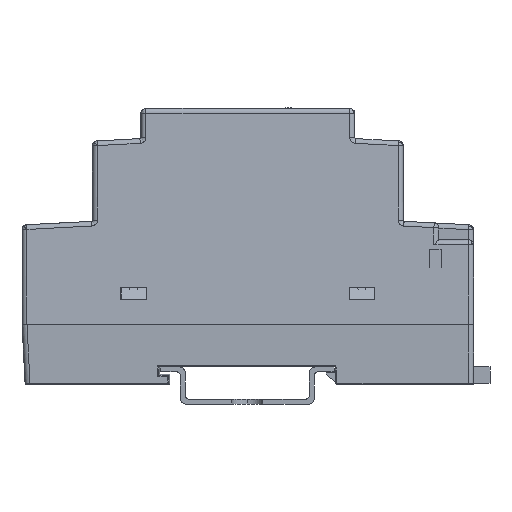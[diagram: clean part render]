
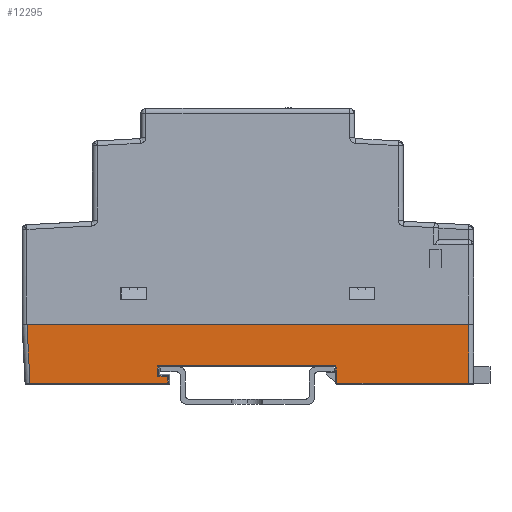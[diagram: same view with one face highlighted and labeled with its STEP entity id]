
A CAD part, left-side view. The second image highlights one B-rep face of the part: STEP entity #12295.
In plain terms, the highlighted planar face has unit normal (-1, 0, 0).
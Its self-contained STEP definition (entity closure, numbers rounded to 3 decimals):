
#386 = VECTOR ( 'NONE', #31909, 1000. ) ;
#646 = DIRECTION ( 'NONE',  ( 0., -1., 0. ) ) ;
#1040 = CARTESIAN_POINT ( 'NONE',  ( 18.5, 63.648, -9.304 ) ) ;
#3430 = VERTEX_POINT ( 'NONE', #28632 ) ;
#5741 = CARTESIAN_POINT ( 'NONE',  ( 18.5, 89.999, -1.004 ) ) ;
#5995 = CARTESIAN_POINT ( 'NONE',  ( 18.5, 1., -13.004 ) ) ;
#9052 = VERTEX_POINT ( 'NONE', #53880 ) ;
#9169 = VECTOR ( 'NONE', #26083, 1000. ) ;
#10049 = CARTESIAN_POINT ( 'NONE',  ( 18.5, 27.744, -9.304 ) ) ;
#10170 = EDGE_CURVE ( 'NONE', #19814, #65939, #42247, .T. ) ;
#12138 = EDGE_LOOP ( 'NONE', ( #26088, #31698, #23180, #27815, #57928, #35910, #19532, #23093, #54910, #16495 ) ) ;
#12295 = ADVANCED_FACE ( 'NONE', ( #21587 ), #61791, .T. ) ;
#12967 = EDGE_CURVE ( 'NONE', #59940, #65462, #66093, .T. ) ;
#13207 = VECTOR ( 'NONE', #52451, 1000. ) ;
#16495 = ORIENTED_EDGE ( 'NONE', *, *, #52391, .T. ) ;
#16861 = AXIS2_PLACEMENT_3D ( 'NONE', #40978, #51357, #51825 ) ;
#18610 = LINE ( 'NONE', #19514, #51853 ) ;
#19312 = VERTEX_POINT ( 'NONE', #45987 ) ;
#19353 = EDGE_CURVE ( 'NONE', #65939, #3430, #18610, .T. ) ;
#19514 = CARTESIAN_POINT ( 'NONE',  ( 18.5, 91., -12.804 ) ) ;
#19532 = ORIENTED_EDGE ( 'NONE', *, *, #42300, .T. ) ;
#19542 = EDGE_CURVE ( 'NONE', #19312, #30688, #67549, .T. ) ;
#19814 = VERTEX_POINT ( 'NONE', #61803 ) ;
#20579 = EDGE_CURVE ( 'NONE', #33616, #51708, #22456, .T. ) ;
#21281 = DIRECTION ( 'NONE',  ( 0., -1., 0. ) ) ;
#21587 = FACE_OUTER_BOUND ( 'NONE', #12138, .T. ) ;
#21646 = CARTESIAN_POINT ( 'NONE',  ( 18.5, 91., -12.804 ) ) ;
#21948 = CARTESIAN_POINT ( 'NONE',  ( 18.5, 91., -9.304 ) ) ;
#22413 = DIRECTION ( 'NONE',  ( 0., -0.052, -0.999 ) ) ;
#22456 = LINE ( 'NONE', #10049, #13207 ) ;
#23093 = ORIENTED_EDGE ( 'NONE', *, *, #57751, .T. ) ;
#23180 = ORIENTED_EDGE ( 'NONE', *, *, #19542, .T. ) ;
#26083 = DIRECTION ( 'NONE',  ( 0., -1., 0. ) ) ;
#26088 = ORIENTED_EDGE ( 'NONE', *, *, #20579, .T. ) ;
#27815 = ORIENTED_EDGE ( 'NONE', *, *, #35474, .F. ) ;
#27858 = EDGE_CURVE ( 'NONE', #51708, #19312, #42071, .T. ) ;
#28632 = CARTESIAN_POINT ( 'NONE',  ( 18.5, 61.646, -12.804 ) ) ;
#28675 = DIRECTION ( 'NONE',  ( 0., 0., 1. ) ) ;
#30055 = CARTESIAN_POINT ( 'NONE',  ( 18.5, 27.744, -9.304 ) ) ;
#30688 = VERTEX_POINT ( 'NONE', #56827 ) ;
#31051 = VECTOR ( 'NONE', #28675, 1000. ) ;
#31592 = CARTESIAN_POINT ( 'NONE',  ( 18.5, 27.56, -12.804 ) ) ;
#31698 = ORIENTED_EDGE ( 'NONE', *, *, #27858, .T. ) ;
#31909 = DIRECTION ( 'NONE',  ( 0., -1., 0. ) ) ;
#33616 = VERTEX_POINT ( 'NONE', #30055 ) ;
#35474 = EDGE_CURVE ( 'NONE', #19814, #30688, #61583, .T. ) ;
#35910 = ORIENTED_EDGE ( 'NONE', *, *, #19353, .T. ) ;
#36787 = CARTESIAN_POINT ( 'NONE',  ( 18.5, 45.5, -1.004 ) ) ;
#39601 = DIRECTION ( 'NONE',  ( 0., 1., 0. ) ) ;
#40978 = CARTESIAN_POINT ( 'NONE',  ( 18.5, 91., -13.004 ) ) ;
#42071 = LINE ( 'NONE', #21646, #386 ) ;
#42247 = LINE ( 'NONE', #5741, #55514 ) ;
#42300 = EDGE_CURVE ( 'NONE', #3430, #9052, #56082, .T. ) ;
#44205 = CARTESIAN_POINT ( 'NONE',  ( 18.5, 63.648, -13.004 ) ) ;
#45987 = CARTESIAN_POINT ( 'NONE',  ( 18.5, 1., -12.804 ) ) ;
#49096 = DIRECTION ( 'NONE',  ( 0., 0., 1. ) ) ;
#51357 = DIRECTION ( 'NONE',  ( -1., 0., 0. ) ) ;
#51708 = VERTEX_POINT ( 'NONE', #31592 ) ;
#51825 = DIRECTION ( 'NONE',  ( 0., 0., 1. ) ) ;
#51853 = VECTOR ( 'NONE', #21281, 1000. ) ;
#52391 = EDGE_CURVE ( 'NONE', #65462, #33616, #56520, .T. ) ;
#52451 = DIRECTION ( 'NONE',  ( 0., -0.052, -0.999 ) ) ;
#53880 = CARTESIAN_POINT ( 'NONE',  ( 18.5, 61.646, -11.4 ) ) ;
#54910 = ORIENTED_EDGE ( 'NONE', *, *, #12967, .T. ) ;
#55514 = VECTOR ( 'NONE', #22413, 1000. ) ;
#55742 = DIRECTION ( 'NONE',  ( 0., 0., 1. ) ) ;
#56082 = LINE ( 'NONE', #66650, #57725 ) ;
#56520 = LINE ( 'NONE', #21948, #68990 ) ;
#56827 = CARTESIAN_POINT ( 'NONE',  ( 18.5, 1., -1.004 ) ) ;
#57725 = VECTOR ( 'NONE', #55742, 1000. ) ;
#57751 = EDGE_CURVE ( 'NONE', #9052, #59940, #68879, .T. ) ;
#57928 = ORIENTED_EDGE ( 'NONE', *, *, #10170, .T. ) ;
#59940 = VERTEX_POINT ( 'NONE', #69056 ) ;
#60630 = CARTESIAN_POINT ( 'NONE',  ( 18.5, 91., -11.4 ) ) ;
#61583 = LINE ( 'NONE', #36787, #9169 ) ;
#61755 = VECTOR ( 'NONE', #49096, 1000. ) ;
#61791 = PLANE ( 'NONE',  #16861 ) ;
#61803 = CARTESIAN_POINT ( 'NONE',  ( 18.5, 89.999, -1.004 ) ) ;
#63060 = VECTOR ( 'NONE', #39601, 1000. ) ;
#64223 = CARTESIAN_POINT ( 'NONE',  ( 18.5, 89.38, -12.804 ) ) ;
#65462 = VERTEX_POINT ( 'NONE', #1040 ) ;
#65939 = VERTEX_POINT ( 'NONE', #64223 ) ;
#66093 = LINE ( 'NONE', #44205, #31051 ) ;
#66650 = CARTESIAN_POINT ( 'NONE',  ( 18.5, 61.646, -13.004 ) ) ;
#67549 = LINE ( 'NONE', #5995, #61755 ) ;
#68879 = LINE ( 'NONE', #60630, #63060 ) ;
#68990 = VECTOR ( 'NONE', #646, 1000. ) ;
#69056 = CARTESIAN_POINT ( 'NONE',  ( 18.5, 63.648, -11.4 ) ) ;
